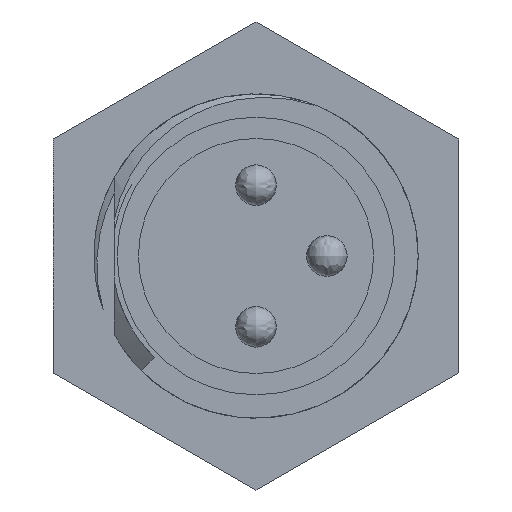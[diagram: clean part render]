
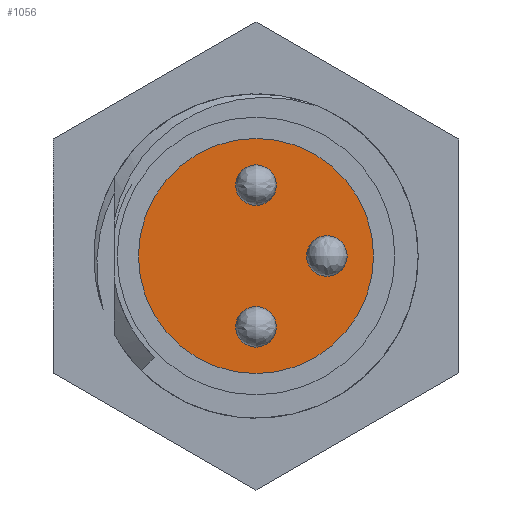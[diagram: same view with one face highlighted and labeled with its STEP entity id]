
A CAD part, left-side view. The second image highlights one B-rep face of the part: STEP entity #1056.
In plain terms, the highlighted planar face has unit normal (-1, 0, 0).
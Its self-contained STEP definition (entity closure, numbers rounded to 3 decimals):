
#513 = VERTEX_POINT ( 'NONE', #8697 ) ;
#566 = EDGE_CURVE ( 'NONE', #8913, #7654, #3093, .T. ) ;
#1056 = ADVANCED_FACE ( 'NONE', ( #3583, #3627, #3344, #3645 ), #15325, .F. ) ;
#1100 = DIRECTION ( 'NONE',  ( 0., -1., 0. ) ) ;
#1164 = CARTESIAN_POINT ( 'NONE',  ( 5., -2.9, 0. ) ) ;
#1373 = CIRCLE ( 'NONE', #14270, 2.9 ) ;
#1459 = VERTEX_POINT ( 'NONE', #15486 ) ;
#1691 = ORIENTED_EDGE ( 'NONE', *, *, #566, .F. ) ;
#2009 = ORIENTED_EDGE ( 'NONE', *, *, #17860, .F. ) ;
#2234 = ORIENTED_EDGE ( 'NONE', *, *, #16226, .F. ) ;
#3056 = ORIENTED_EDGE ( 'NONE', *, *, #17166, .T. ) ;
#3093 = CIRCLE ( 'NONE', #9398, 0.5 ) ;
#3344 = FACE_BOUND ( 'NONE', #11733, .T. ) ;
#3583 = FACE_OUTER_BOUND ( 'NONE', #11770, .T. ) ;
#3627 = FACE_BOUND ( 'NONE', #11647, .T. ) ;
#3645 = FACE_BOUND ( 'NONE', #11830, .T. ) ;
#4553 = EDGE_CURVE ( 'NONE', #7654, #8913, #7861, .T. ) ;
#5396 = DIRECTION ( 'NONE',  ( -1., 0., 0. ) ) ;
#6900 = EDGE_CURVE ( 'NONE', #14332, #513, #10467, .T. ) ;
#7134 = AXIS2_PLACEMENT_3D ( 'NONE', #9716, #9713, #9695 ) ;
#7161 = DIRECTION ( 'NONE',  ( -1., 0., 0. ) ) ;
#7537 = CARTESIAN_POINT ( 'NONE',  ( 5., 0., 0. ) ) ;
#7654 = VERTEX_POINT ( 'NONE', #7974 ) ;
#7759 = AXIS2_PLACEMENT_3D ( 'NONE', #9763, #21737, #11486 ) ;
#7819 = AXIS2_PLACEMENT_3D ( 'NONE', #15375, #15421, #15450 ) ;
#7861 = CIRCLE ( 'NONE', #9607, 0.5 ) ;
#7974 = CARTESIAN_POINT ( 'NONE',  ( 5., -0.5, -1.75 ) ) ;
#8205 = VERTEX_POINT ( 'NONE', #9306 ) ;
#8697 = CARTESIAN_POINT ( 'NONE',  ( 5., 0., 2.25 ) ) ;
#8769 = CARTESIAN_POINT ( 'NONE',  ( 5., 0., -1.75 ) ) ;
#8790 = DIRECTION ( 'NONE',  ( -1., 0., 0. ) ) ;
#8795 = DIRECTION ( 'NONE',  ( 0., -1., 0. ) ) ;
#8816 = ORIENTED_EDGE ( 'NONE', *, *, #4553, .F. ) ;
#8913 = VERTEX_POINT ( 'NONE', #9894 ) ;
#8916 = CARTESIAN_POINT ( 'NONE',  ( 5., -1.75, -0.5 ) ) ;
#9255 = DIRECTION ( 'NONE',  ( 0., -1., 0. ) ) ;
#9306 = CARTESIAN_POINT ( 'NONE',  ( 5., -1.75, 0.5 ) ) ;
#9398 = AXIS2_PLACEMENT_3D ( 'NONE', #8769, #8790, #8795 ) ;
#9607 = AXIS2_PLACEMENT_3D ( 'NONE', #12651, #12629, #12576 ) ;
#9695 = DIRECTION ( 'NONE',  ( 0., 0., 1. ) ) ;
#9713 = DIRECTION ( 'NONE',  ( -1., 0., 0. ) ) ;
#9716 = CARTESIAN_POINT ( 'NONE',  ( 5., 0., 1.75 ) ) ;
#9763 = CARTESIAN_POINT ( 'NONE',  ( 5., -1.75, 0. ) ) ;
#9894 = CARTESIAN_POINT ( 'NONE',  ( 5., 0.5, -1.75 ) ) ;
#10467 = CIRCLE ( 'NONE', #7134, 0.5 ) ;
#10658 = CIRCLE ( 'NONE', #21177, 0.5 ) ;
#10844 = AXIS2_PLACEMENT_3D ( 'NONE', #7537, #19524, #9255 ) ;
#11277 = DIRECTION ( 'NONE',  ( -1., 0., 0. ) ) ;
#11486 = DIRECTION ( 'NONE',  ( 0., 0., 1. ) ) ;
#11647 = EDGE_LOOP ( 'NONE', ( #22055, #16563 ) ) ;
#11733 = EDGE_LOOP ( 'NONE', ( #2009, #2234 ) ) ;
#11770 = EDGE_LOOP ( 'NONE', ( #3056, #17740 ) ) ;
#11830 = EDGE_LOOP ( 'NONE', ( #8816, #1691 ) ) ;
#12576 = DIRECTION ( 'NONE',  ( 0., -1., 0. ) ) ;
#12629 = DIRECTION ( 'NONE',  ( -1., 0., 0. ) ) ;
#12651 = CARTESIAN_POINT ( 'NONE',  ( 5., 0., -1.75 ) ) ;
#12843 = AXIS2_PLACEMENT_3D ( 'NONE', #15525, #5396, #17277 ) ;
#13257 = EDGE_CURVE ( 'NONE', #513, #14332, #18505, .T. ) ;
#14270 = AXIS2_PLACEMENT_3D ( 'NONE', #21538, #11277, #1100 ) ;
#14332 = VERTEX_POINT ( 'NONE', #14890 ) ;
#14890 = CARTESIAN_POINT ( 'NONE',  ( 5., 0., 1.25 ) ) ;
#15325 = PLANE ( 'NONE',  #7819 ) ;
#15375 = CARTESIAN_POINT ( 'NONE',  ( 5., 2.9, 0. ) ) ;
#15421 = DIRECTION ( 'NONE',  ( 1., 0., 0. ) ) ;
#15450 = DIRECTION ( 'NONE',  ( 0., 1., 0. ) ) ;
#15486 = CARTESIAN_POINT ( 'NONE',  ( 5., 2.9, 0. ) ) ;
#15525 = CARTESIAN_POINT ( 'NONE',  ( 5., 0., 1.75 ) ) ;
#15955 = VERTEX_POINT ( 'NONE', #1164 ) ;
#16226 = EDGE_CURVE ( 'NONE', #18037, #8205, #20935, .T. ) ;
#16563 = ORIENTED_EDGE ( 'NONE', *, *, #6900, .F. ) ;
#17166 = EDGE_CURVE ( 'NONE', #15955, #1459, #21464, .T. ) ;
#17277 = DIRECTION ( 'NONE',  ( 0., 0., 1. ) ) ;
#17375 = CARTESIAN_POINT ( 'NONE',  ( 5., -1.75, 0. ) ) ;
#17740 = ORIENTED_EDGE ( 'NONE', *, *, #17817, .T. ) ;
#17817 = EDGE_CURVE ( 'NONE', #1459, #15955, #1373, .T. ) ;
#17860 = EDGE_CURVE ( 'NONE', #8205, #18037, #10658, .T. ) ;
#18037 = VERTEX_POINT ( 'NONE', #8916 ) ;
#18505 = CIRCLE ( 'NONE', #12843, 0.5 ) ;
#19117 = DIRECTION ( 'NONE',  ( 0., 0., 1. ) ) ;
#19524 = DIRECTION ( 'NONE',  ( -1., 0., 0. ) ) ;
#20935 = CIRCLE ( 'NONE', #7759, 0.5 ) ;
#21177 = AXIS2_PLACEMENT_3D ( 'NONE', #17375, #7161, #19117 ) ;
#21464 = CIRCLE ( 'NONE', #10844, 2.9 ) ;
#21538 = CARTESIAN_POINT ( 'NONE',  ( 5., 0., 0. ) ) ;
#21737 = DIRECTION ( 'NONE',  ( -1., 0., 0. ) ) ;
#22055 = ORIENTED_EDGE ( 'NONE', *, *, #13257, .F. ) ;
